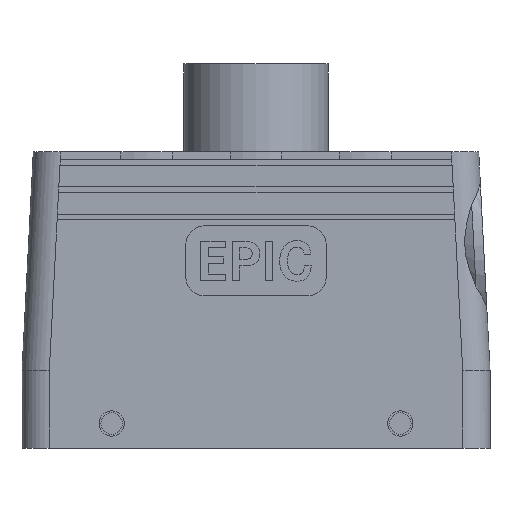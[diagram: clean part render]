
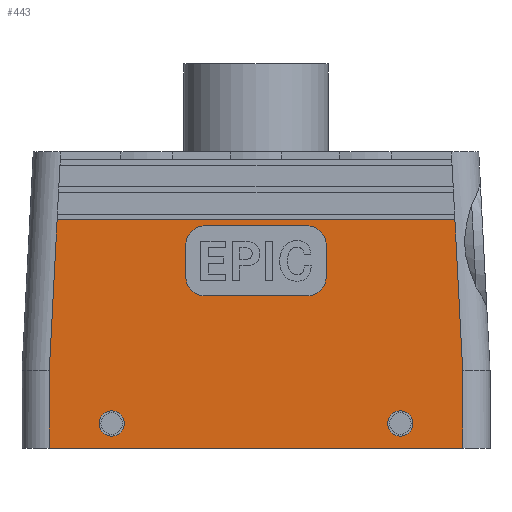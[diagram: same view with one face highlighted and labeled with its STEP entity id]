
A CAD part, front view. The second image highlights one B-rep face of the part: STEP entity #443.
In plain terms, the highlighted planar face has unit normal (0, -1, 0).
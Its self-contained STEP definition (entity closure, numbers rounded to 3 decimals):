
#443 = ADVANCED_FACE( '', ( #967, #968, #969, #970 ), #971, .F. );
#967 = FACE_BOUND( '', #1567, .T. );
#968 = FACE_BOUND( '', #1568, .T. );
#969 = FACE_OUTER_BOUND( '', #1569, .T. );
#970 = FACE_BOUND( '', #1570, .T. );
#971 = PLANE( '', #1571 );
#1567 = EDGE_LOOP( '', ( #2793 ) );
#1568 = EDGE_LOOP( '', ( #2794, #2795, #2796, #2797, #2798, #2799, #2800, #2801 ) );
#1569 = EDGE_LOOP( '', ( #2802, #2803, #2804, #2805, #2806, #2807 ) );
#1570 = EDGE_LOOP( '', ( #2808 ) );
#1571 = AXIS2_PLACEMENT_3D( '', #2809, #2810, #2811 );
#2793 = ORIENTED_EDGE( '', *, *, #3796, .T. );
#2794 = ORIENTED_EDGE( '', *, *, #3617, .T. );
#2795 = ORIENTED_EDGE( '', *, *, #3642, .T. );
#2796 = ORIENTED_EDGE( '', *, *, #3803, .T. );
#2797 = ORIENTED_EDGE( '', *, *, #3730, .T. );
#2798 = ORIENTED_EDGE( '', *, *, #3448, .T. );
#2799 = ORIENTED_EDGE( '', *, *, #3777, .T. );
#2800 = ORIENTED_EDGE( '', *, *, #3505, .T. );
#2801 = ORIENTED_EDGE( '', *, *, #3441, .T. );
#2802 = ORIENTED_EDGE( '', *, *, #3868, .F. );
#2803 = ORIENTED_EDGE( '', *, *, #3516, .F. );
#2804 = ORIENTED_EDGE( '', *, *, #3871, .T. );
#2805 = ORIENTED_EDGE( '', *, *, #3457, .T. );
#2806 = ORIENTED_EDGE( '', *, *, #3831, .T. );
#2807 = ORIENTED_EDGE( '', *, *, #3683, .F. );
#2808 = ORIENTED_EDGE( '', *, *, #3532, .F. );
#2809 = CARTESIAN_POINT( '', ( -60., -21.5, 20. ) );
#2810 = DIRECTION( '', ( 0., 1., 0. ) );
#2811 = DIRECTION( '', ( -1., 0., 0. ) );
#3441 = EDGE_CURVE( '', #4062, #4063, #4064, .T. );
#3448 = EDGE_CURVE( '', #4074, #4075, #4076, .T. );
#3457 = EDGE_CURVE( '', #4089, #4090, #4091, .T. );
#3505 = EDGE_CURVE( '', #4174, #4062, #4175, .T. );
#3516 = EDGE_CURVE( '', #4027, #4119, #4192, .T. );
#3532 = EDGE_CURVE( '', #4216, #4216, #4217, .F. );
#3617 = EDGE_CURVE( '', #4063, #4354, #4355, .T. );
#3642 = EDGE_CURVE( '', #4354, #4393, #4394, .T. );
#3683 = EDGE_CURVE( '', #4458, #4459, #4460, .T. );
#3730 = EDGE_CURVE( '', #4532, #4074, #4533, .T. );
#3777 = EDGE_CURVE( '', #4075, #4174, #4599, .T. );
#3796 = EDGE_CURVE( '', #4624, #4624, #4625, .F. );
#3803 = EDGE_CURVE( '', #4393, #4532, #4632, .T. );
#3831 = EDGE_CURVE( '', #4090, #4459, #4670, .T. );
#3868 = EDGE_CURVE( '', #4119, #4458, #4722, .F. );
#3871 = EDGE_CURVE( '', #4027, #4089, #4725, .F. );
#4027 = VERTEX_POINT( '', #4929 );
#4062 = VERTEX_POINT( '', #4972 );
#4063 = VERTEX_POINT( '', #4973 );
#4064 = LINE( '', #4974, #4975 );
#4074 = VERTEX_POINT( '', #4988 );
#4075 = VERTEX_POINT( '', #4989 );
#4076 = CIRCLE( '', #4990, 5. );
#4089 = VERTEX_POINT( '', #5005 );
#4090 = VERTEX_POINT( '', #5006 );
#4091 = LINE( '', #5007, #5008 );
#4119 = VERTEX_POINT( '', #5043 );
#4174 = VERTEX_POINT( '', #5160 );
#4175 = CIRCLE( '', #5161, 5. );
#4192 = LINE( '', #5181, #5182 );
#4216 = VERTEX_POINT( '', #5212 );
#4217 = CIRCLE( '', #5213, 3.25 );
#4354 = VERTEX_POINT( '', #5467 );
#4355 = CIRCLE( '', #5468, 5. );
#4393 = VERTEX_POINT( '', #5520 );
#4394 = LINE( '', #5521, #5522 );
#4458 = VERTEX_POINT( '', #5631 );
#4459 = VERTEX_POINT( '', #5632 );
#4460 = LINE( '', #5633, #5634 );
#4532 = VERTEX_POINT( '', #5752 );
#4533 = LINE( '', #5753, #5754 );
#4599 = LINE( '', #5854, #5855 );
#4624 = VERTEX_POINT( '', #5890 );
#4625 = CIRCLE( '', #5891, 3.25 );
#4632 = CIRCLE( '', #5901, 5. );
#4670 = LINE( '', #5950, #5951 );
#4722 = LINE( '', #6077, #6078 );
#4725 = LINE( '', #6082, #6083 );
#4929 = CARTESIAN_POINT( '', ( -50.997, -21.5, 58.5 ) );
#4972 = CARTESIAN_POINT( '', ( -18., -21.5, 44. ) );
#4973 = CARTESIAN_POINT( '', ( -18., -21.5, 52. ) );
#4974 = CARTESIAN_POINT( '', ( -18., -21.5, 44. ) );
#4975 = VECTOR( '', #6356, 1000. );
#4988 = CARTESIAN_POINT( '', ( 18., -21.5, 44. ) );
#4989 = CARTESIAN_POINT( '', ( 13., -21.5, 39. ) );
#4990 = AXIS2_PLACEMENT_3D( '', #6363, #6364, #6365 );
#5005 = CARTESIAN_POINT( '', ( -53., -21.5, 19.819 ) );
#5006 = CARTESIAN_POINT( '', ( -53., -21.5, 0. ) );
#5007 = CARTESIAN_POINT( '', ( -53., -21.5, 20. ) );
#5008 = VECTOR( '', #6377, 1000. );
#5043 = CARTESIAN_POINT( '', ( 50.997, -21.5, 58.5 ) );
#5160 = CARTESIAN_POINT( '', ( -13., -21.5, 39. ) );
#5161 = AXIS2_PLACEMENT_3D( '', #6430, #6431, #6432 );
#5181 = CARTESIAN_POINT( '', ( -50.997, -21.5, 58.5 ) );
#5182 = VECTOR( '', #6448, 1000. );
#5212 = CARTESIAN_POINT( '', ( -40.25, -21.5, 6.3 ) );
#5213 = AXIS2_PLACEMENT_3D( '', #6470, #6471, #6472 );
#5467 = CARTESIAN_POINT( '', ( -13., -21.5, 57. ) );
#5468 = AXIS2_PLACEMENT_3D( '', #6552, #6553, #6554 );
#5520 = CARTESIAN_POINT( '', ( 13., -21.5, 57. ) );
#5521 = CARTESIAN_POINT( '', ( -13., -21.5, 57. ) );
#5522 = VECTOR( '', #6581, 1000. );
#5631 = CARTESIAN_POINT( '', ( 53., -21.5, 19.819 ) );
#5632 = CARTESIAN_POINT( '', ( 53., -21.5, 0. ) );
#5633 = CARTESIAN_POINT( '', ( 53., -21.5, 20. ) );
#5634 = VECTOR( '', #6621, 1000. );
#5752 = CARTESIAN_POINT( '', ( 18., -21.5, 52. ) );
#5753 = CARTESIAN_POINT( '', ( 18., -21.5, 52. ) );
#5754 = VECTOR( '', #6669, 1000. );
#5854 = CARTESIAN_POINT( '', ( -13., -21.5, 39. ) );
#5855 = VECTOR( '', #6710, 1000. );
#5890 = CARTESIAN_POINT( '', ( 40.25, -21.5, 6.3 ) );
#5891 = AXIS2_PLACEMENT_3D( '', #6730, #6731, #6732 );
#5901 = AXIS2_PLACEMENT_3D( '', #6736, #6737, #6738 );
#5950 = CARTESIAN_POINT( '', ( -60., -21.5, 0. ) );
#5951 = VECTOR( '', #6769, 1000. );
#6077 = CARTESIAN_POINT( '', ( 53.009, -21.5, 19.638 ) );
#6078 = VECTOR( '', #6801, 1000. );
#6082 = CARTESIAN_POINT( '', ( -53.009, -21.5, 19.638 ) );
#6083 = VECTOR( '', #6803, 1000. );
#6356 = DIRECTION( '', ( 0., 0., 1. ) );
#6363 = CARTESIAN_POINT( '', ( 13., -21.5, 44. ) );
#6364 = DIRECTION( '', ( 0., 1., 0. ) );
#6365 = DIRECTION( '', ( 1., 0., 0. ) );
#6377 = DIRECTION( '', ( 0., 0., -1. ) );
#6430 = CARTESIAN_POINT( '', ( -13., -21.5, 44. ) );
#6431 = DIRECTION( '', ( 0., 1., 0. ) );
#6432 = DIRECTION( '', ( 1., 0., 0. ) );
#6448 = DIRECTION( '', ( 1., 0., 0. ) );
#6470 = CARTESIAN_POINT( '', ( -37., -21.5, 6.3 ) );
#6471 = DIRECTION( '', ( 0., 1., 0. ) );
#6472 = DIRECTION( '', ( -1., 0., 0. ) );
#6552 = CARTESIAN_POINT( '', ( -13., -21.5, 52. ) );
#6553 = DIRECTION( '', ( 0., 1., 0. ) );
#6554 = DIRECTION( '', ( 1., 0., 0. ) );
#6581 = DIRECTION( '', ( 1., 0., 0. ) );
#6621 = DIRECTION( '', ( 0., 0., -1. ) );
#6669 = DIRECTION( '', ( 0., 0., -1. ) );
#6710 = DIRECTION( '', ( -1., 0., 0. ) );
#6730 = CARTESIAN_POINT( '', ( 37., -21.5, 6.3 ) );
#6731 = DIRECTION( '', ( 0., -1., 0. ) );
#6732 = DIRECTION( '', ( 1., 0., 0. ) );
#6736 = CARTESIAN_POINT( '', ( 13., -21.5, 52. ) );
#6737 = DIRECTION( '', ( 0., 1., 0. ) );
#6738 = DIRECTION( '', ( -1., 0., 0. ) );
#6769 = DIRECTION( '', ( 1., 0., 0. ) );
#6801 = DIRECTION( '', ( -0.052, 0., 0.999 ) );
#6803 = DIRECTION( '', ( 0.052, 0., 0.999 ) );
